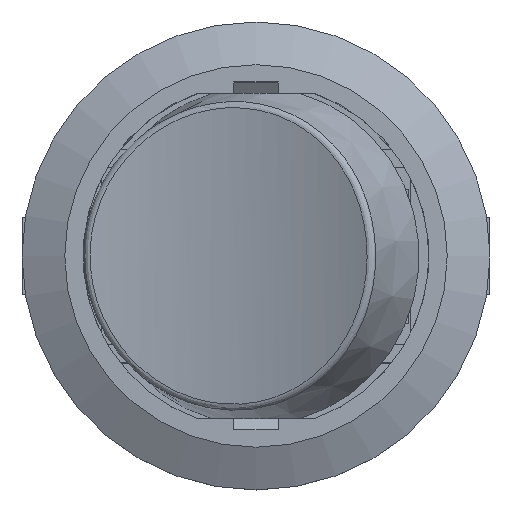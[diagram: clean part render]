
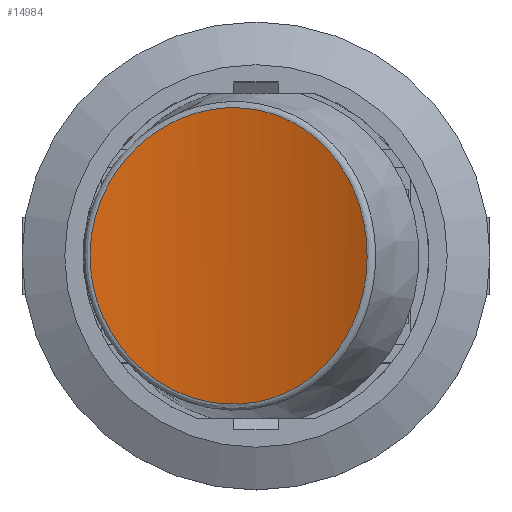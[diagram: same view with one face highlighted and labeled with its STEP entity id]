
A CAD part, top view. The second image highlights one B-rep face of the part: STEP entity #14984.
In plain terms, the highlighted cylindrical face has radius 27.625 mm (diameter 55.25 mm), a partial arc.
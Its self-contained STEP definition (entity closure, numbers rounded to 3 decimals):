
#1259=B_SPLINE_CURVE_WITH_KNOTS('',3,(#36431,#36432,#36433,#36434,#36435,
#36436,#36437,#36438,#36439,#36440,#36441,#36442,#36443,#36444,#36445,#36446,
#36447,#36448,#36449),.UNSPECIFIED.,.T.,.F.,(1,1,1,1,1,1,1,1,1,1,1,1,1,
1,1,1,1,1,1,1,1,1,1),(-0.008,-0.006,-0.003,
0.,0.003,0.006,0.008,
0.011,0.014,0.017,0.02,
0.023,0.025,0.028,0.031,
0.034,0.037,0.04,0.042,
0.045,0.048,0.051,0.054),
 .UNSPECIFIED.);
#1736=CYLINDRICAL_SURFACE('',#16039,27.625);
#6062=ORIENTED_EDGE('',*,*,#8302,.T.);
#8302=EDGE_CURVE('',#9783,#9783,#1259,.T.);
#9783=VERTEX_POINT('',#36450);
#12833=EDGE_LOOP('',(#6062));
#13814=FACE_BOUND('',#12833,.T.);
#14984=ADVANCED_FACE('',(#13814),#1736,.F.);
#16039=AXIS2_PLACEMENT_3D('',#36430,#18742,#18743);
#18742=DIRECTION('',(0.,1.,0.));
#18743=DIRECTION('',(0.,0.,1.));
#36430=CARTESIAN_POINT('',(0.,-8.3,31.925));
#36431=CARTESIAN_POINT('',(-6.539,-3.187,5.077));
#36432=CARTESIAN_POINT('',(-4.886,-5.516,4.708));
#36433=CARTESIAN_POINT('',(-2.448,-7.046,4.364));
#36434=CARTESIAN_POINT('',(0.405,-7.477,4.252));
#36435=CARTESIAN_POINT('',(3.186,-6.72,4.444));
#36436=CARTESIAN_POINT('',(5.426,-4.943,4.817));
#36437=CARTESIAN_POINT('',(6.83,-2.449,5.153));
#36438=CARTESIAN_POINT('',(7.219,0.402,5.261));
#36439=CARTESIAN_POINT('',(6.536,3.191,5.076));
#36440=CARTESIAN_POINT('',(4.887,5.514,4.709));
#36441=CARTESIAN_POINT('',(2.449,7.046,4.364));
#36442=CARTESIAN_POINT('',(-0.409,7.477,4.252));
#36443=CARTESIAN_POINT('',(-3.186,6.719,4.444));
#36444=CARTESIAN_POINT('',(-5.423,4.946,4.816));
#36445=CARTESIAN_POINT('',(-6.827,2.458,5.152));
#36446=CARTESIAN_POINT('',(-7.219,-0.393,5.261));
#36447=CARTESIAN_POINT('',(-6.539,-3.187,5.077));
#36448=CARTESIAN_POINT('',(-4.886,-5.516,4.708));
#36449=CARTESIAN_POINT('',(-2.448,-7.046,4.364));
#36450=CARTESIAN_POINT('',(-4.755,-5.383,4.712));
